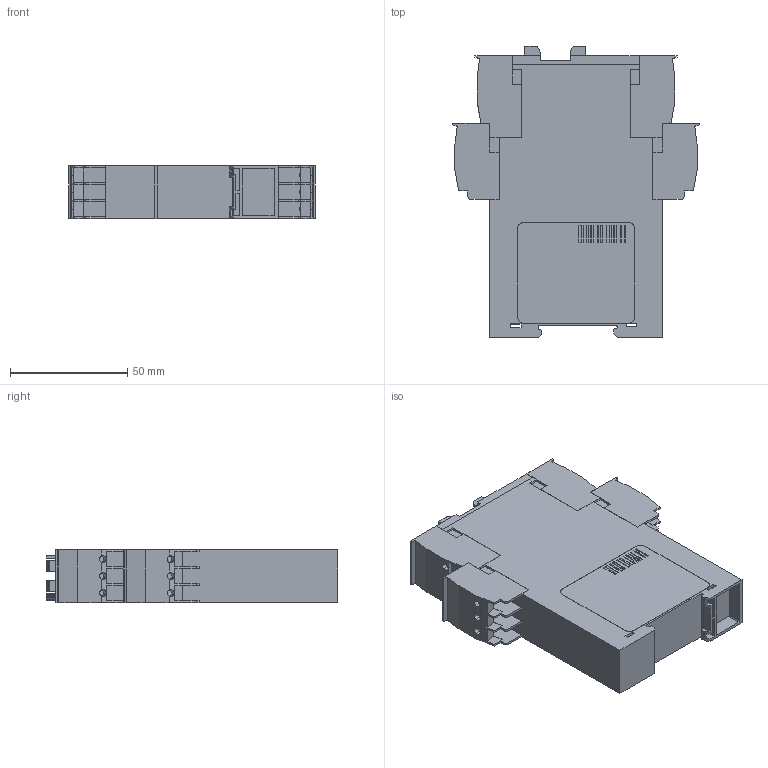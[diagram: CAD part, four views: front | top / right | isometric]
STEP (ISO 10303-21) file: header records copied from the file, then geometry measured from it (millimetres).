
FILE_DESCRIPTION (( 'STEP AP214' ), '1' );
FILE_NAME ('3RK3311-2AA10.STEP', '2011-02-23T14:58:26', ( 'Uwe Förster' ), ( 'Siemens and Partners' ), 'SwSTEP 2.0', 'SolidWorks 2011', '' );
FILE_SCHEMA (( 'AUTOMOTIVE_DESIGN' ));
Length unit declared in the file: millimetre
Products named in the file (1): 3RK3311-2AA10
Bounding box: 105 x 124.1 x 22.6 mm (x, y, z)
Volume: 202871.9 mm3; surface area: 42791.9 mm2
Topology: 1 solids, 1 shells, 1255 faces, 3398 edges, 2238 vertices
Faces by surface type: plane 915, bspline 330, cylinder 10
Entity records: 60878 total; most frequent: CARTESIAN_POINT 19341, ORIENTED_EDGE 6796, DIRECTION 4431, EDGE_CURVE 3398, LINE 2539, VECTOR 2539, VERTEX_POINT 2238, EDGE_LOOP 1364
